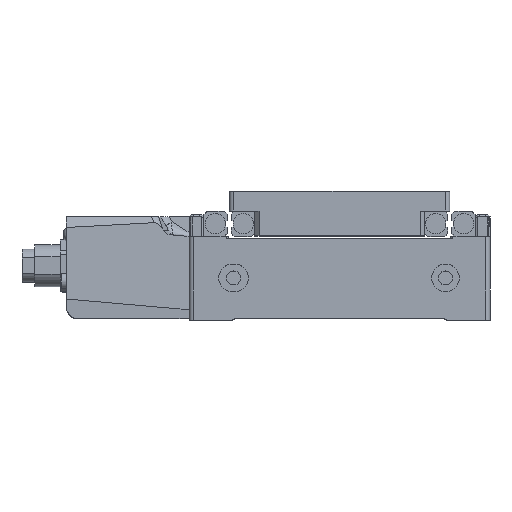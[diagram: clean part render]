
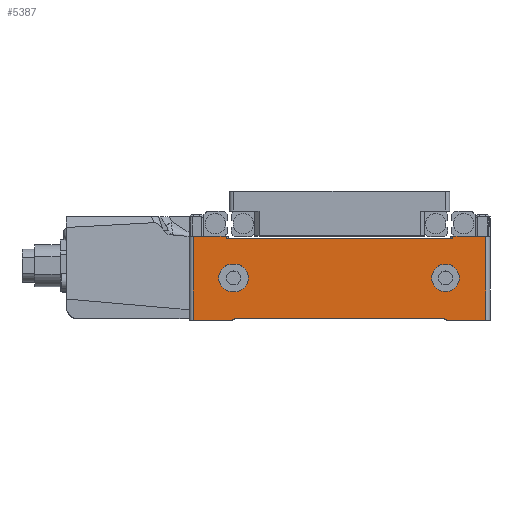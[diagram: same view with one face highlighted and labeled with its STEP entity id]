
A CAD part, top view. The second image highlights one B-rep face of the part: STEP entity #5387.
In plain terms, the highlighted planar face has unit normal (0, 0, 1).
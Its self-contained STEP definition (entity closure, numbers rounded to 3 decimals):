
#17 = VERTEX_POINT ( 'NONE', #6848 ) ;
#90 = DIRECTION ( 'NONE',  ( -1., 0., 0. ) ) ;
#241 = VECTOR ( 'NONE', #12794, 1000. ) ;
#348 = LINE ( 'NONE', #15270, #9515 ) ;
#441 = VERTEX_POINT ( 'NONE', #10737 ) ;
#456 = CARTESIAN_POINT ( 'NONE',  ( 26.25, 19.3, 38.5 ) ) ;
#584 = AXIS2_PLACEMENT_3D ( 'NONE', #6796, #17742, #5436 ) ;
#782 = LINE ( 'NONE', #5170, #4993 ) ;
#894 = CARTESIAN_POINT ( 'NONE',  ( -25.25, 10., 38.5 ) ) ;
#966 = EDGE_CURVE ( 'NONE', #3616, #15785, #348, .T. ) ;
#1087 = CARTESIAN_POINT ( 'NONE',  ( 24.344, -1.087, 38.5 ) ) ;
#1440 = EDGE_CURVE ( 'NONE', #15042, #16564, #8518, .T. ) ;
#1871 = LINE ( 'NONE', #7345, #13759 ) ;
#1920 = ORIENTED_EDGE ( 'NONE', *, *, #14526, .T. ) ;
#1946 = EDGE_CURVE ( 'NONE', #3616, #4576, #11452, .T. ) ;
#2034 = ORIENTED_EDGE ( 'NONE', *, *, #5973, .T. ) ;
#2161 = CARTESIAN_POINT ( 'NONE',  ( 34.5, 0., 38.5 ) ) ;
#2416 = VERTEX_POINT ( 'NONE', #11295 ) ;
#2734 = DIRECTION ( 'NONE',  ( 0., 0., -1. ) ) ;
#2815 = CARTESIAN_POINT ( 'NONE',  ( -26.75, 19.8, 38.5 ) ) ;
#3087 = VECTOR ( 'NONE', #5239, 1000. ) ;
#3234 = CARTESIAN_POINT ( 'NONE',  ( -24.75, 6.745, 38.5 ) ) ;
#3441 = CARTESIAN_POINT ( 'NONE',  ( 34.5, 19.8, 38.5 ) ) ;
#3452 = CIRCLE ( 'NONE', #584, 3.255 ) ;
#3467 = ORIENTED_EDGE ( 'NONE', *, *, #3962, .T. ) ;
#3547 = AXIS2_PLACEMENT_3D ( 'NONE', #12360, #2734, #5421 ) ;
#3616 = VERTEX_POINT ( 'NONE', #16604 ) ;
#3729 = CIRCLE ( 'NONE', #7170, 1.587 ) ;
#3815 = EDGE_LOOP ( 'NONE', ( #13507, #13734, #3467, #4384, #7726, #10290, #12763, #2034, #9294, #15183, #13600, #17649 ) ) ;
#3862 = CARTESIAN_POINT ( 'NONE',  ( 34.5, 19.8, 38.5 ) ) ;
#3919 = LINE ( 'NONE', #6534, #13322 ) ;
#3962 = EDGE_CURVE ( 'NONE', #7133, #16469, #12648, .T. ) ;
#4070 = VECTOR ( 'NONE', #8852, 1000. ) ;
#4153 = VECTOR ( 'NONE', #13991, 1000. ) ;
#4384 = ORIENTED_EDGE ( 'NONE', *, *, #8159, .T. ) ;
#4486 = VERTEX_POINT ( 'NONE', #16839 ) ;
#4520 = CARTESIAN_POINT ( 'NONE',  ( -24.75, 13.255, 38.5 ) ) ;
#4576 = VERTEX_POINT ( 'NONE', #14252 ) ;
#4691 = VERTEX_POINT ( 'NONE', #11925 ) ;
#4993 = VECTOR ( 'NONE', #17391, 1000. ) ;
#5170 = CARTESIAN_POINT ( 'NONE',  ( 25.5, 0.5, 38.5 ) ) ;
#5210 = VECTOR ( 'NONE', #16674, 1000. ) ;
#5239 = DIRECTION ( 'NONE',  ( -1., 0., 0. ) ) ;
#5382 = DIRECTION ( 'NONE',  ( 1., 0., 0. ) ) ;
#5387 = ADVANCED_FACE ( 'NONE', ( #17689, #12319, #6825 ), #13750, .T. ) ;
#5421 = DIRECTION ( 'NONE',  ( -1., 0., 0. ) ) ;
#5436 = DIRECTION ( 'NONE',  ( -1., 0., 0. ) ) ;
#5480 = EDGE_CURVE ( 'NONE', #4691, #2416, #782, .T. ) ;
#5842 = CARTESIAN_POINT ( 'NONE',  ( -24.75, 13.255, 38.5 ) ) ;
#5876 = VECTOR ( 'NONE', #11425, 1000. ) ;
#5973 = EDGE_CURVE ( 'NONE', #4691, #17, #7029, .T. ) ;
#6148 = ORIENTED_EDGE ( 'NONE', *, *, #17430, .T. ) ;
#6328 = ORIENTED_EDGE ( 'NONE', *, *, #1440, .T. ) ;
#6377 = DIRECTION ( 'NONE',  ( -1., 0., 0. ) ) ;
#6534 = CARTESIAN_POINT ( 'NONE',  ( 26.75, 19.3, 38.5 ) ) ;
#6642 = CARTESIAN_POINT ( 'NONE',  ( -24.344, -1.087, 38.5 ) ) ;
#6772 = CARTESIAN_POINT ( 'NONE',  ( -34.5, 0., 38.5 ) ) ;
#6796 = CARTESIAN_POINT ( 'NONE',  ( 25., 10., 38.5 ) ) ;
#6802 = LINE ( 'NONE', #2161, #17568 ) ;
#6825 = FACE_BOUND ( 'NONE', #10842, .T. ) ;
#6827 = ORIENTED_EDGE ( 'NONE', *, *, #15206, .T. ) ;
#6848 = CARTESIAN_POINT ( 'NONE',  ( 25.5, 0., 38.5 ) ) ;
#7016 = DIRECTION ( 'NONE',  ( 1., 0., 0. ) ) ;
#7029 = CIRCLE ( 'NONE', #13651, 1.587 ) ;
#7133 = VERTEX_POINT ( 'NONE', #2815 ) ;
#7152 = ORIENTED_EDGE ( 'NONE', *, *, #11875, .T. ) ;
#7170 = AXIS2_PLACEMENT_3D ( 'NONE', #6642, #8261, #16254 ) ;
#7345 = CARTESIAN_POINT ( 'NONE',  ( -26.75, 19.8, 38.5 ) ) ;
#7634 = DIRECTION ( 'NONE',  ( -1., 0., 0. ) ) ;
#7726 = ORIENTED_EDGE ( 'NONE', *, *, #7911, .F. ) ;
#7911 = EDGE_CURVE ( 'NONE', #441, #10750, #13616, .T. ) ;
#8159 = EDGE_CURVE ( 'NONE', #16469, #10750, #17079, .T. ) ;
#8250 = CARTESIAN_POINT ( 'NONE',  ( -24.75, 6.745, 38.5 ) ) ;
#8261 = DIRECTION ( 'NONE',  ( 0., 0., -1. ) ) ;
#8518 = LINE ( 'NONE', #8250, #5210 ) ;
#8594 = CARTESIAN_POINT ( 'NONE',  ( -34.5, 19.8, 38.5 ) ) ;
#8690 = AXIS2_PLACEMENT_3D ( 'NONE', #894, #13478, #6377 ) ;
#8852 = DIRECTION ( 'NONE',  ( 0., -1., 0. ) ) ;
#9105 = EDGE_CURVE ( 'NONE', #13290, #7133, #1871, .T. ) ;
#9155 = DIRECTION ( 'NONE',  ( 0., -1., 0. ) ) ;
#9217 = CARTESIAN_POINT ( 'NONE',  ( 34.5, 0., 38.5 ) ) ;
#9294 = ORIENTED_EDGE ( 'NONE', *, *, #13948, .F. ) ;
#9374 = VERTEX_POINT ( 'NONE', #11729 ) ;
#9515 = VECTOR ( 'NONE', #90, 1000. ) ;
#9924 = CARTESIAN_POINT ( 'NONE',  ( 26.75, 19.8, 38.5 ) ) ;
#10290 = ORIENTED_EDGE ( 'NONE', *, *, #11543, .T. ) ;
#10732 = EDGE_LOOP ( 'NONE', ( #6148, #1920, #6328, #6827 ) ) ;
#10737 = CARTESIAN_POINT ( 'NONE',  ( -25.5, 0., 38.5 ) ) ;
#10750 = VERTEX_POINT ( 'NONE', #6772 ) ;
#10842 = EDGE_LOOP ( 'NONE', ( #7152 ) ) ;
#11295 = CARTESIAN_POINT ( 'NONE',  ( -24.344, 0.5, 38.5 ) ) ;
#11425 = DIRECTION ( 'NONE',  ( 1., 0., 0. ) ) ;
#11452 = LINE ( 'NONE', #3441, #4070 ) ;
#11543 = EDGE_CURVE ( 'NONE', #441, #2416, #3729, .T. ) ;
#11654 = CARTESIAN_POINT ( 'NONE',  ( -25.25, 6.745, 38.5 ) ) ;
#11729 = CARTESIAN_POINT ( 'NONE',  ( -25.25, 13.255, 38.5 ) ) ;
#11875 = EDGE_CURVE ( 'NONE', #14505, #14505, #3452, .T. ) ;
#11925 = CARTESIAN_POINT ( 'NONE',  ( 24.344, 0.5, 38.5 ) ) ;
#11986 = VERTEX_POINT ( 'NONE', #4520 ) ;
#12061 = DIRECTION ( 'NONE',  ( 0., 0., -1. ) ) ;
#12136 = DIRECTION ( 'NONE',  ( 0., 0., 1. ) ) ;
#12179 = CARTESIAN_POINT ( 'NONE',  ( -26.75, 19.3, 38.5 ) ) ;
#12300 = CARTESIAN_POINT ( 'NONE',  ( 34.5, 19.8, 38.5 ) ) ;
#12319 = FACE_OUTER_BOUND ( 'NONE', #3815, .T. ) ;
#12360 = CARTESIAN_POINT ( 'NONE',  ( -24.75, 10., 38.5 ) ) ;
#12648 = LINE ( 'NONE', #12300, #4153 ) ;
#12763 = ORIENTED_EDGE ( 'NONE', *, *, #5480, .F. ) ;
#12794 = DIRECTION ( 'NONE',  ( 0., -1., 0. ) ) ;
#12867 = DIRECTION ( 'NONE',  ( 1., 0., 0. ) ) ;
#12928 = DIRECTION ( 'NONE',  ( 0., 1., 0. ) ) ;
#13290 = VERTEX_POINT ( 'NONE', #12179 ) ;
#13322 = VECTOR ( 'NONE', #9155, 1000. ) ;
#13337 = AXIS2_PLACEMENT_3D ( 'NONE', #3862, #12136, #5382 ) ;
#13478 = DIRECTION ( 'NONE',  ( 0., 0., -1. ) ) ;
#13507 = ORIENTED_EDGE ( 'NONE', *, *, #17434, .F. ) ;
#13600 = ORIENTED_EDGE ( 'NONE', *, *, #966, .T. ) ;
#13616 = LINE ( 'NONE', #9217, #3087 ) ;
#13651 = AXIS2_PLACEMENT_3D ( 'NONE', #1087, #12061, #7016 ) ;
#13734 = ORIENTED_EDGE ( 'NONE', *, *, #9105, .T. ) ;
#13750 = PLANE ( 'NONE',  #13337 ) ;
#13759 = VECTOR ( 'NONE', #12928, 1000. ) ;
#13948 = EDGE_CURVE ( 'NONE', #4576, #17, #6802, .T. ) ;
#13991 = DIRECTION ( 'NONE',  ( -1., 0., 0. ) ) ;
#14115 = LINE ( 'NONE', #456, #5876 ) ;
#14252 = CARTESIAN_POINT ( 'NONE',  ( 34.5, 0., 38.5 ) ) ;
#14310 = CARTESIAN_POINT ( 'NONE',  ( -34.5, 19.8, 38.5 ) ) ;
#14415 = CIRCLE ( 'NONE', #3547, 3.255 ) ;
#14505 = VERTEX_POINT ( 'NONE', #17267 ) ;
#14526 = EDGE_CURVE ( 'NONE', #11986, #15042, #14415, .T. ) ;
#15042 = VERTEX_POINT ( 'NONE', #3234 ) ;
#15183 = ORIENTED_EDGE ( 'NONE', *, *, #1946, .F. ) ;
#15206 = EDGE_CURVE ( 'NONE', #16564, #9374, #15860, .T. ) ;
#15270 = CARTESIAN_POINT ( 'NONE',  ( 34.5, 19.8, 38.5 ) ) ;
#15377 = LINE ( 'NONE', #5842, #16209 ) ;
#15785 = VERTEX_POINT ( 'NONE', #9924 ) ;
#15860 = CIRCLE ( 'NONE', #8690, 3.255 ) ;
#16209 = VECTOR ( 'NONE', #12867, 1000. ) ;
#16254 = DIRECTION ( 'NONE',  ( 1., 0., 0. ) ) ;
#16283 = EDGE_CURVE ( 'NONE', #15785, #4486, #3919, .T. ) ;
#16469 = VERTEX_POINT ( 'NONE', #8594 ) ;
#16564 = VERTEX_POINT ( 'NONE', #11654 ) ;
#16604 = CARTESIAN_POINT ( 'NONE',  ( 34.5, 19.8, 38.5 ) ) ;
#16674 = DIRECTION ( 'NONE',  ( -1., 0., 0. ) ) ;
#16839 = CARTESIAN_POINT ( 'NONE',  ( 26.75, 19.3, 38.5 ) ) ;
#17079 = LINE ( 'NONE', #14310, #241 ) ;
#17267 = CARTESIAN_POINT ( 'NONE',  ( 21.745, 10., 38.5 ) ) ;
#17391 = DIRECTION ( 'NONE',  ( -1., 0., 0. ) ) ;
#17430 = EDGE_CURVE ( 'NONE', #9374, #11986, #15377, .T. ) ;
#17434 = EDGE_CURVE ( 'NONE', #13290, #4486, #14115, .T. ) ;
#17568 = VECTOR ( 'NONE', #7634, 1000. ) ;
#17649 = ORIENTED_EDGE ( 'NONE', *, *, #16283, .T. ) ;
#17689 = FACE_BOUND ( 'NONE', #10732, .T. ) ;
#17742 = DIRECTION ( 'NONE',  ( 0., 0., -1. ) ) ;
